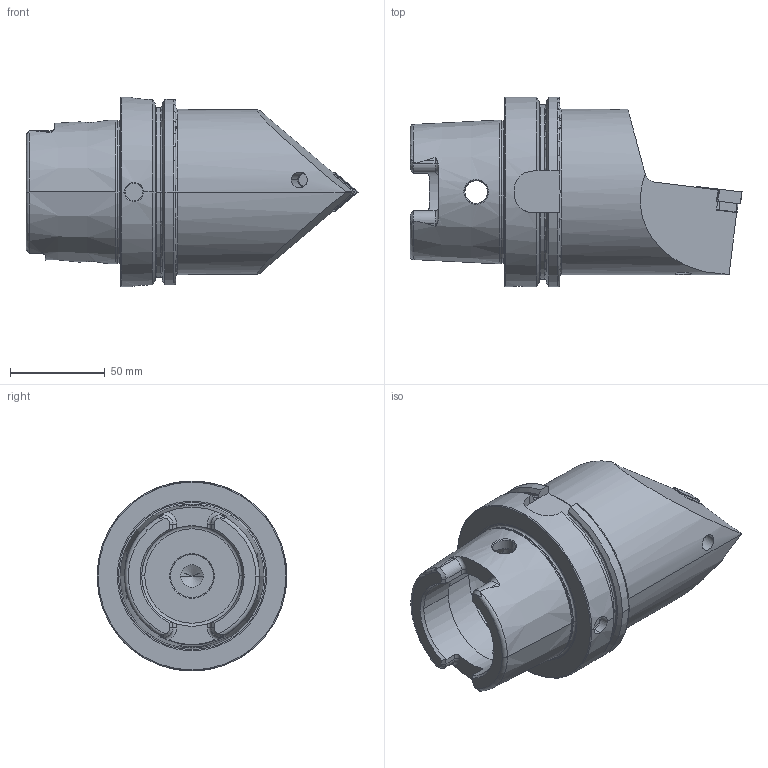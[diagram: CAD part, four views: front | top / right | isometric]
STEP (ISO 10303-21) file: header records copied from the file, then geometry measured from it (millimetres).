
FILE_DESCRIPTION (( 'STEP AP203' ), '1' );
FILE_NAME ('HA0-PCE.NMA.125.STEP', '2012-05-31T09:34:06', ( 'baer' ), ( 'Hewlett-Packard Company' ), 'SwSTEP 2.0', 'SolidWorks 2012', '' );
FILE_SCHEMA (( 'CONFIG_CONTROL_DESIGN' ));
Length unit declared in the file: millimetre
Products named in the file (7): HA0-PCE.NMA.125; WCE-ER4.101.020_A; CNMG160604; WCE-ER2.101.004_A; WCE-ER3.101.000_A; KVT_MB_600_060; HA0-PCE.NMA.125_A
Assembly tree (6 placements, depth 2):
  HA0-PCE.NMA.125
    HA0-PCE.NMA.125_A
    KVT_MB_600_060
    WCE-ER3.101.000_A
    WCE-ER2.101.004_A
    CNMG160604
    WCE-ER4.101.020_A
Bounding box: 174.9 x 100 x 100 mm (x, y, z)
Volume: 589895.3 mm3; surface area: 73342.3 mm2
Topology: 7 solids, 7 shells, 360 faces, 909 edges, 552 vertices
Faces by surface type: plane 113, cylinder 99, cone 89, torus 41, bspline 16, sphere 2
Entity records: 13034 total; most frequent: CARTESIAN_POINT 3975, ORIENTED_EDGE 1788, DIRECTION 1721, EDGE_CURVE 894, AXIS2_PLACEMENT_3D 669, VERTEX_POINT 549, LINE 383, VECTOR 383
